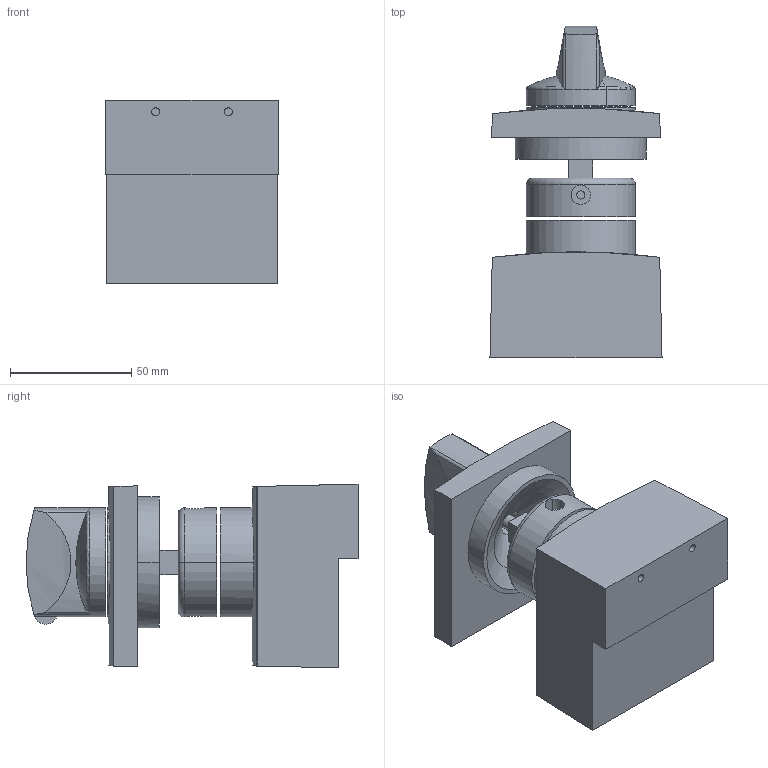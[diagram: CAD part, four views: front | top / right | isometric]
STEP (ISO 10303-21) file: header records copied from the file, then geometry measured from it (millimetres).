
FILE_DESCRIPTION(('CATIA V5 STEP Exchange'),'2;1');
FILE_NAME('1SDH001294R0132_1PA_001_00_A2_4p_RHE_min.stp','2014-12-04T15:43:55+00:00',('none'),('none'),'CATIA Version 5 Release 20 SP 1 (IN-10)','CATIA V5 STEP AP214','none');
FILE_SCHEMA(('AUTOMOTIVE_DESIGN { 1 0 10303 214 1 1 1 1 }'));
Length unit declared in the file: millimetre
Products named in the file (1): 1SDH001294R0132_1PA_001_00_A2_4p_RHE_min
Bounding box: 71 x 136.99 x 75.82 mm (x, y, z)
Volume: 349048.6 mm3; surface area: 53559 mm2
Topology: 3 solids, 3 shells, 97 faces, 223 edges, 146 vertices
Faces by surface type: cylinder 47, plane 36, torus 6, sphere 4, cone 4
Entity records: 2934 total; most frequent: CARTESIAN_POINT 876, ORIENTED_EDGE 446, DIRECTION 301, EDGE_CURVE 223, VERTEX_POINT 146, AXIS2_PLACEMENT_3D 138, EDGE_LOOP 115, VECTOR 98
